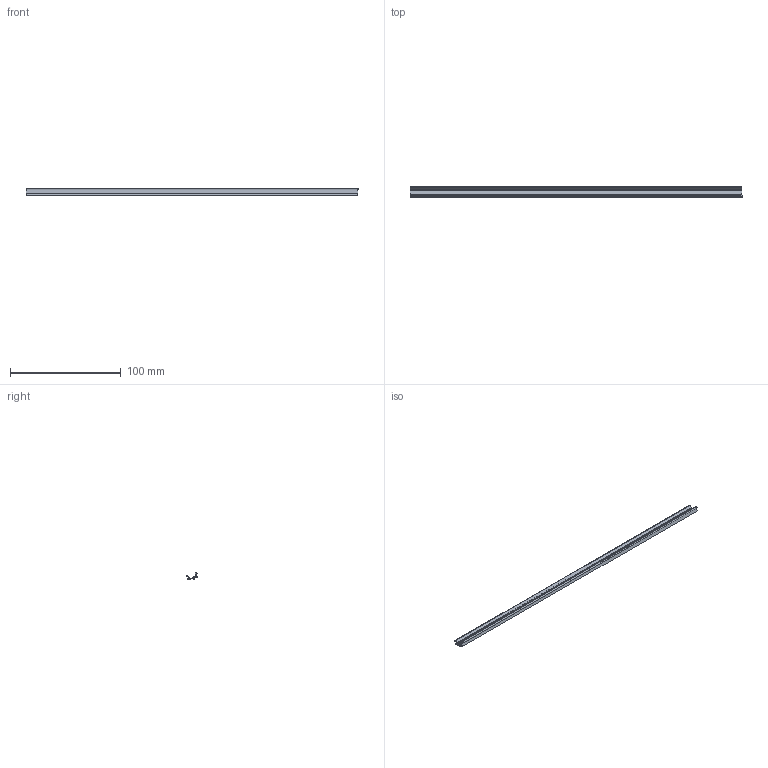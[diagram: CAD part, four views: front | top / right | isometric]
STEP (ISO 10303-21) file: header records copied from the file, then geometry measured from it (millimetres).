
FILE_DESCRIPTION(('Creo Elements/Direct Modeling STEP Export'),'2;1');
FILE_NAME('model.stp','2019-01-03T10:01:12',(''),(''),'Creo Elements/Direct Modeling STEP processor for AP214 (Solid Model)','Creo Elements/Direct Modeling 18.1I 14-Aug-2016 (C) Parametric Technology GmbH','');
FILE_SCHEMA(('AUTOMOTIVE_DESIGN { 1 0 10303 214 1 1 1 1 }'));
Length unit declared in the file: millimetre
Products named in the file (2): carrier_tm_300-select
Assembly tree (1 placements, depth 2):
  carrier_tm_300-select
    carrier_tm_300-select
Bounding box: 300 x 10.05 x 6.1 mm (x, y, z)
Volume: 5322.1 mm3; surface area: 11715.8 mm2
Topology: 1 solids, 1 shells, 32 faces, 90 edges, 60 vertices
Faces by surface type: plane 25, cylinder 7
Entity records: 1329 total; most frequent: CARTESIAN_POINT 184, ORIENTED_EDGE 180, DIRECTION 172, EDGE_CURVE 90, VECTOR 76, LINE 76, VERTEX_POINT 60, AXIS2_PLACEMENT_3D 48
